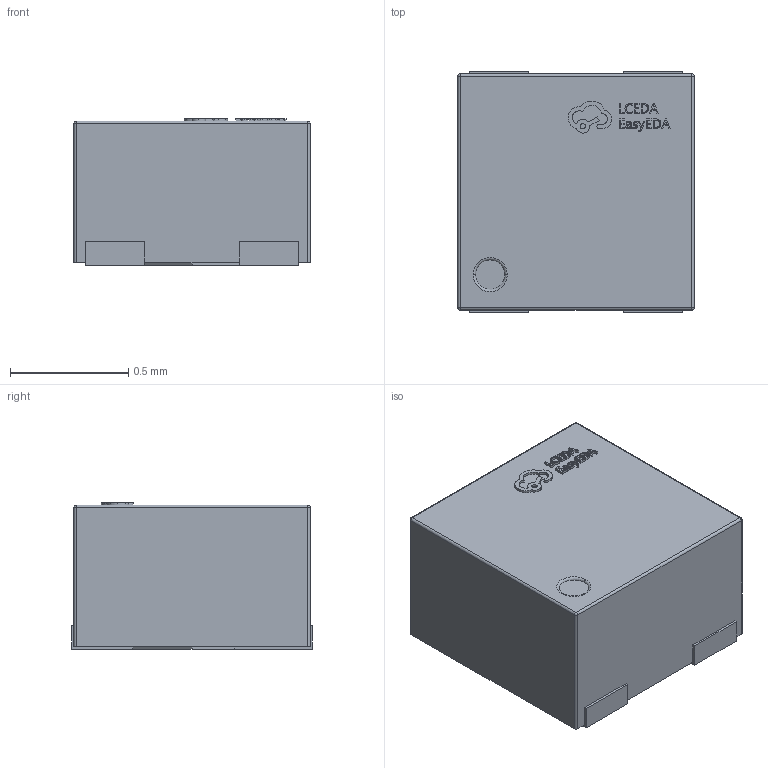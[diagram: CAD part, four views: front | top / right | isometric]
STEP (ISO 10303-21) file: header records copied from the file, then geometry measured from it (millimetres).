
FILE_DESCRIPTION (( 'STEP AP214' ), '1' );
FILE_NAME ('XDFN-4_L1.0-W1.0-H0.6-P0.65-BL-EP.step', '2022-06-30T14:16:29', ( '' ), ( '' ), 'SwSTEP 2.0', 'SolidWorks 2020', '' );
FILE_SCHEMA (( 'AUTOMOTIVE_DESIGN' ));
Length unit declared in the file: millimetre
Products named in the file (1): XDFN-4_L1.0-W1.0-H0.6-P0.65-BL-EP
Bounding box: 1 x 1.02 x 0.62 mm (x, y, z)
Volume: 0.6 mm3; surface area: 4.5 mm2
Topology: 1 solids, 1 shells, 336 faces, 910 edges, 600 vertices
Faces by surface type: plane 210, bspline 112, cylinder 8, sphere 4, torus 2
Entity records: 15358 total; most frequent: CARTESIAN_POINT 3947, ORIENTED_EDGE 1812, DIRECTION 1150, EDGE_CURVE 906, VECTOR 656, LINE 656, VERTEX_POINT 600, EDGE_LOOP 364
